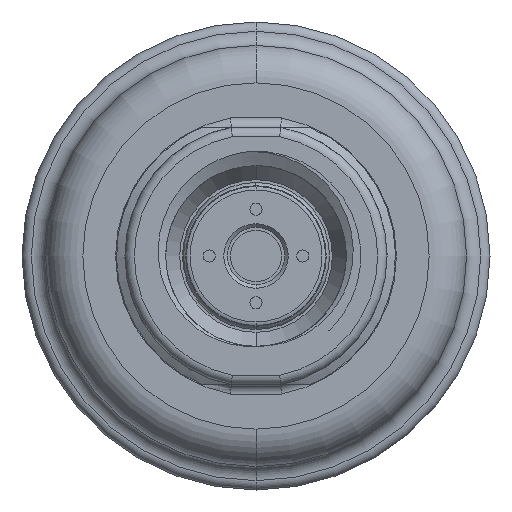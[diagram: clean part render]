
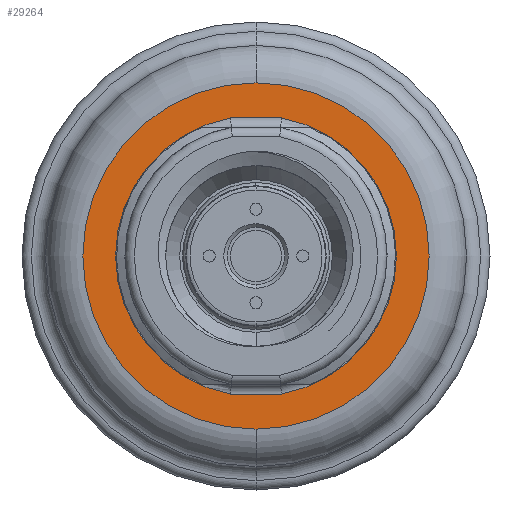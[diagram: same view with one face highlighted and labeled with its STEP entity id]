
A CAD part, front view. The second image highlights one B-rep face of the part: STEP entity #29264.
In plain terms, the highlighted planar face has unit normal (0, -1, 0).
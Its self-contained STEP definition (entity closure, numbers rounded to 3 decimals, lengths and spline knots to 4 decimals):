
#2999=CARTESIAN_POINT('',(0.,-0.1575,0.));
#3000=DIRECTION('',(0.,-1.,0.));
#3001=DIRECTION('',(0.,0.,-1.));
#3002=AXIS2_PLACEMENT_3D('',#2999,#3000,#3001);
#3004=CARTESIAN_POINT('',(0.,-0.1575,0.));
#3005=DIRECTION('',(0.,-1.,0.));
#3006=DIRECTION('',(0.,0.,1.));
#3007=AXIS2_PLACEMENT_3D('',#3004,#3005,#3006);
#3009=CARTESIAN_POINT('',(0.,-0.1575,0.));
#3010=DIRECTION('',(0.,-1.,0.));
#3011=DIRECTION('',(-0.182,0.,0.983));
#3012=AXIS2_PLACEMENT_3D('',#3009,#3010,#3011);
#3014=DIRECTION('',(1.,0.,0.));
#3015=VECTOR('',#3014,0.2147);
#3016=CARTESIAN_POINT('',(-0.1074,-0.1575,
-0.5807));
#3017=LINE('',#3016,#3015);
#3018=CARTESIAN_POINT('',(0.,-0.1575,0.));
#3019=DIRECTION('',(0.,-1.,0.));
#3020=DIRECTION('',(0.182,0.,-0.983));
#3021=AXIS2_PLACEMENT_3D('',#3018,#3019,#3020);
#3023=DIRECTION('',(-1.,0.,0.));
#3024=VECTOR('',#3023,0.2147);
#3025=CARTESIAN_POINT('',(0.1074,-0.1575,
0.5807));
#3026=LINE('',#3025,#3024);
#25640=CARTESIAN_POINT('',(-0.1074,-0.1575,
0.5807));
#25641=CARTESIAN_POINT('',(-0.1074,-0.1575,
-0.5807));
#25642=VERTEX_POINT('',#25640);
#25643=VERTEX_POINT('',#25641);
#25648=CARTESIAN_POINT('',(0.1074,-0.1575,
-0.5807));
#25649=CARTESIAN_POINT('',(0.1074,-0.1575,
0.5807));
#25650=VERTEX_POINT('',#25648);
#25651=VERTEX_POINT('',#25649);
#25958=CARTESIAN_POINT('',(0.,-0.1575,-0.7283));
#25959=CARTESIAN_POINT('',(0.,-0.1575,0.7283));
#25960=VERTEX_POINT('',#25958);
#25961=VERTEX_POINT('',#25959);
#29244=CARTESIAN_POINT('',(0.,-0.1575,0.));
#29245=DIRECTION('',(0.,-1.,0.));
#29246=DIRECTION('',(0.,0.,1.));
#29247=AXIS2_PLACEMENT_3D('',#29244,#29245,#29246);
#29248=PLANE('',#29247);
#29250=ORIENTED_EDGE('',*,*,#29249,.F.);
#29252=ORIENTED_EDGE('',*,*,#29251,.F.);
#29253=EDGE_LOOP('',(#29250,#29252));
#29254=FACE_OUTER_BOUND('',#29253,.F.);
#29255=ORIENTED_EDGE('',*,*,#29234,.T.);
#29257=ORIENTED_EDGE('',*,*,#29256,.T.);
#29259=ORIENTED_EDGE('',*,*,#29258,.T.);
#29261=ORIENTED_EDGE('',*,*,#29260,.T.);
#29262=EDGE_LOOP('',(#29255,#29257,#29259,#29261));
#29263=FACE_BOUND('',#29262,.F.);
#29264=ADVANCED_FACE('',(#29254,#29263),#29248,.T.);
#3003=CIRCLE('',#3002,0.7283);
#3008=CIRCLE('',#3007,0.7283);
#3013=CIRCLE('',#3012,0.5906);
#3022=CIRCLE('',#3021,0.5906);
#29234=EDGE_CURVE('',#25642,#25643,#3013,.T.);
#29249=EDGE_CURVE('',#25960,#25961,#3003,.T.);
#29251=EDGE_CURVE('',#25961,#25960,#3008,.T.);
#29256=EDGE_CURVE('',#25643,#25650,#3017,.T.);
#29258=EDGE_CURVE('',#25650,#25651,#3022,.T.);
#29260=EDGE_CURVE('',#25651,#25642,#3026,.T.);
